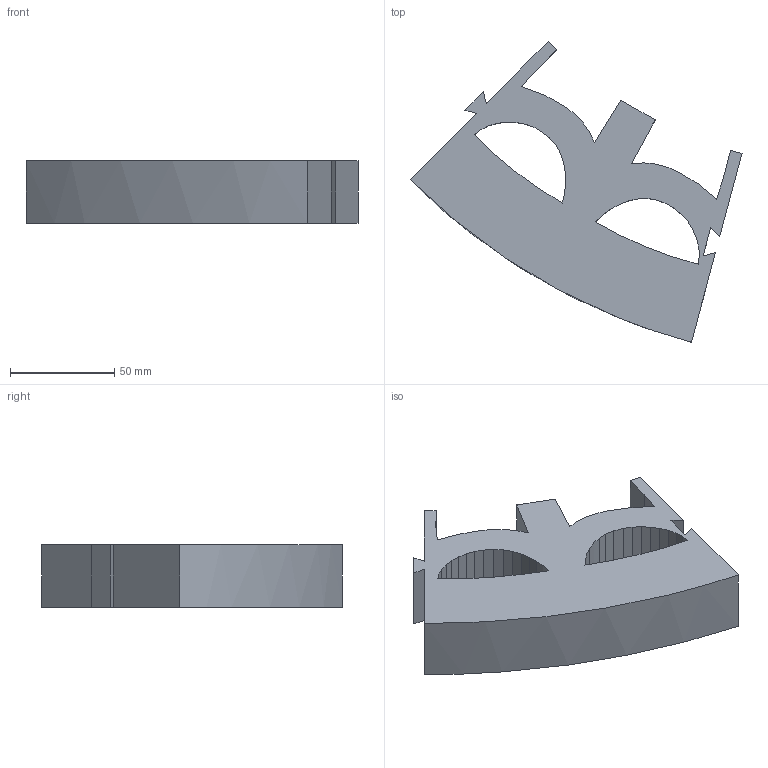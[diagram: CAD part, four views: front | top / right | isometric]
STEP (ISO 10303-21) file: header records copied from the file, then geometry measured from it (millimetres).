
FILE_DESCRIPTION(/* description */ (''),/* implementation_level */ '2;1');
FILE_NAME(/* name */ 'Pieza3',/* time_stamp */ '2015-04-14T09:06:52+02:00',/* author */ (''),/* organization */ (''),/* preprocessor_version */ 'ST-DEVELOPER v14',/* originating_system */ '',/* authorisation */ '');
FILE_SCHEMA (('CONFIG_CONTROL_DESIGN'));
Length unit declared in the file: millimetre
Products named in the file (1): Document
Bounding box: 158.92 x 143.9 x 30 mm (x, y, z)
Volume: 269936.3 mm3; surface area: 43514.2 mm2
Topology: 1 solids, 1 shells, 76 faces, 222 edges, 148 vertices
Faces by surface type: plane 42, bspline 34
Entity records: 4874 total; most frequent: CARTESIAN_POINT 1976, B_SPLINE_CURVE_WITH_KNOTS 516, ORIENTED_EDGE 444, PCURVE 444, DEFINITIONAL_REPRESENTATION 444, SURFACE_CURVE 222, EDGE_CURVE 222, VERTEX_POINT 148
